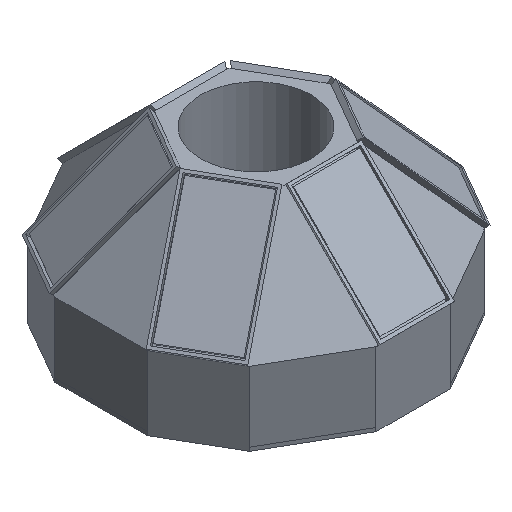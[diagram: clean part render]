
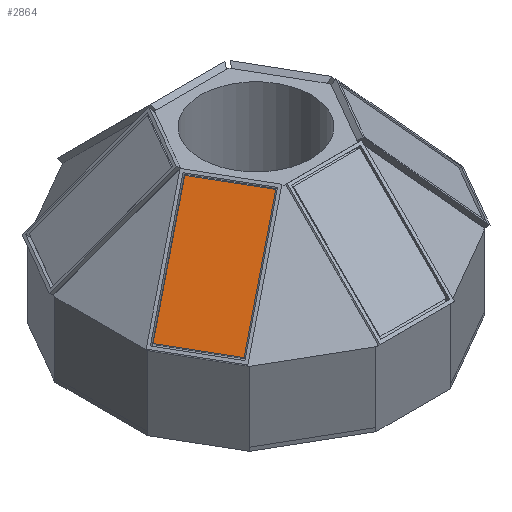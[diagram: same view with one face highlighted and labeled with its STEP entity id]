
A CAD part, isometric view. The second image highlights one B-rep face of the part: STEP entity #2864.
In plain terms, the highlighted face is planar.
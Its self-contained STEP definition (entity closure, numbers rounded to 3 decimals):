
#87=FACE_OUTER_BOUND('',#254,.T.);
#254=EDGE_LOOP('',(#1892,#1893,#1894,#1895));
#431=LINE('',#4031,#820);
#434=LINE('',#4037,#823);
#437=LINE('',#4043,#826);
#440=LINE('',#4047,#829);
#820=VECTOR('',#3247,10.);
#823=VECTOR('',#3252,10.);
#826=VECTOR('',#3257,10.);
#829=VECTOR('',#3262,10.);
#1209=VERTEX_POINT('',#4028);
#1210=VERTEX_POINT('',#4030);
#1212=VERTEX_POINT('',#4036);
#1214=VERTEX_POINT('',#4042);
#1467=EDGE_CURVE('',#1210,#1209,#431,.T.);
#1470=EDGE_CURVE('',#1212,#1210,#434,.T.);
#1473=EDGE_CURVE('',#1214,#1212,#437,.T.);
#1476=EDGE_CURVE('',#1209,#1214,#440,.T.);
#1892=ORIENTED_EDGE('',*,*,#1476,.T.);
#1893=ORIENTED_EDGE('',*,*,#1473,.T.);
#1894=ORIENTED_EDGE('',*,*,#1470,.T.);
#1895=ORIENTED_EDGE('',*,*,#1467,.T.);
#2702=PLANE('',#3048);
#2864=ADVANCED_FACE('',(#87),#2702,.T.);
#3048=AXIS2_PLACEMENT_3D('',#4048,#3263,#3264);
#3247=DIRECTION('',(-0.354,-0.866,-0.354));
#3252=DIRECTION('',(-0.933,0.354,0.067));
#3257=DIRECTION('',(0.354,0.866,0.354));
#3262=DIRECTION('',(0.933,-0.354,-0.067));
#3263=DIRECTION('center_axis',(-0.067,-0.354,0.933));
#3264=DIRECTION('ref_axis',(0.933,-0.354,-0.067));
#4028=CARTESIAN_POINT('',(-31.58,61.893,79.783));
#4030=CARTESIAN_POINT('',(-18.5,93.937,92.863));
#4031=CARTESIAN_POINT('',(-31.58,61.893,79.783));
#4036=CARTESIAN_POINT('',(44.946,69.897,88.309));
#4037=CARTESIAN_POINT('',(-18.5,93.937,92.863));
#4042=CARTESIAN_POINT('',(31.866,37.853,75.229));
#4043=CARTESIAN_POINT('',(44.946,69.897,88.309));
#4047=CARTESIAN_POINT('',(31.866,37.853,75.229));
#4048=CARTESIAN_POINT('Origin',(6.683,65.895,84.046));
